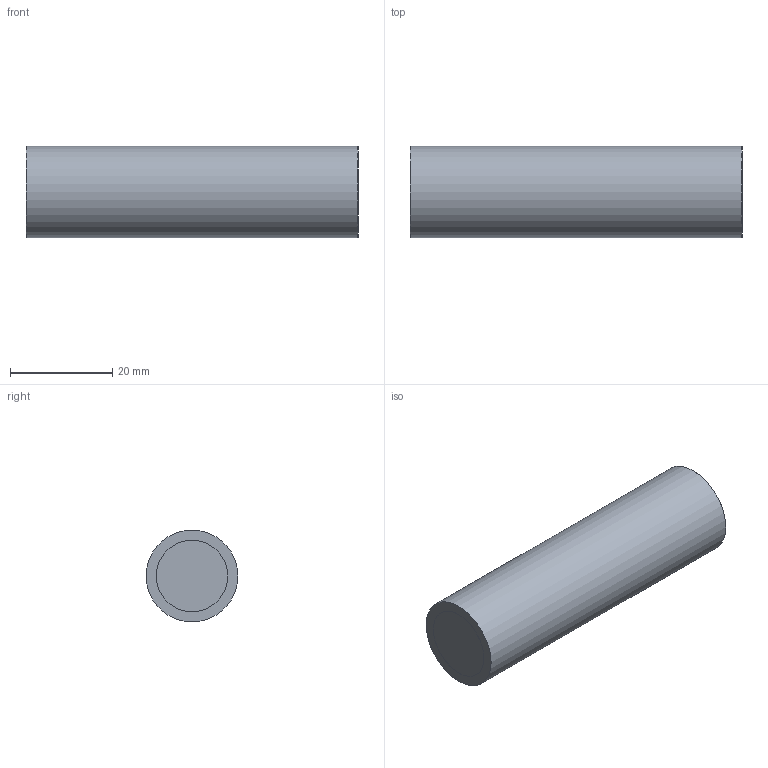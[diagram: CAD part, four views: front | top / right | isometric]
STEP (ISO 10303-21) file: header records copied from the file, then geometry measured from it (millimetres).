
FILE_DESCRIPTION(/* description */ (''),/* implementation_level */ '2;1');
FILE_NAME(/* name */ '35v 18650 v3.step',/* time_stamp */ '2024-04-01T13:43:12+10:00',/* author */ (''),/* organization */ (''),/* preprocessor_version */ 'ST-DEVELOPER v20',/* originating_system */ 'Autodesk Translation Framework v12.20.1.177',/* authorisation */ '');
FILE_SCHEMA (('AUTOMOTIVE_DESIGN { 1 0 10303 214 3 1 1 }'));
Length unit declared in the file: millimetre
Products named in the file (1): 35v 18650
Bounding box: 65 x 18 x 18 mm (x, y, z)
Volume: 16540.5 mm3; surface area: 11927.1 mm2
Topology: 2 solids, 2 shells, 15 faces, 21 edges, 14 vertices
Faces by surface type: plane 8, cylinder 7
Full cylindrical faces by diameter (mm): 14 x4, 17.98 x2, 18 x1
Entity records: 379 total; most frequent: DIRECTION 67, CARTESIAN_POINT 51, ORIENTED_EDGE 42, AXIS2_PLACEMENT_3D 30, EDGE_LOOP 21, EDGE_CURVE 21, FACE_OUTER_BOUND 15, ADVANCED_FACE 15
